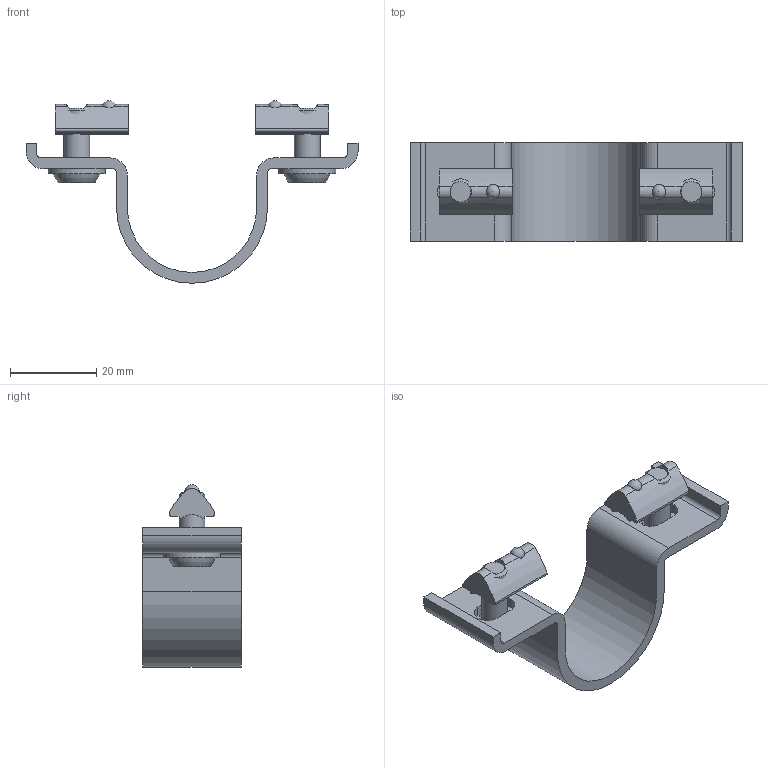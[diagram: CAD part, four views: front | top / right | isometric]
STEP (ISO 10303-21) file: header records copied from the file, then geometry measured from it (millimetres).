
FILE_DESCRIPTION(/* description */ ('KriTec Schelle 6 D30'),/* implementation_level */ '2;1');
FILE_NAME(/* name */ '22573_KriTec_Schelle_6_D30.stp',/* time_stamp */ '2022-08-09T15:20:49+02:00',/* author */ ('jendrek'),/* organization */ (''),/* preprocessor_version */ 'ST-DEVELOPER v17',/* originating_system */ 'Autodesk Inventor 2018',/* authorisation */ '');
FILE_SCHEMA (('AUTOMOTIVE_DESIGN { 1 0 10303 214 3 1 1 }'));
Length unit declared in the file: millimetre
Products named in the file (4): 22573 ; 22573 KriTec Schelle 6 D30; 11740; 10356
Assembly tree (5 placements, depth 2):
  22573 
    22573 KriTec Schelle 6 D30
    11740  x2
    10356  x2
Bounding box: 77 x 22.8 x 42.3 mm (x, y, z)
Volume: 9140 mm3; surface area: 8579.2 mm2
Topology: 5 solids, 5 shells, 112 faces, 318 edges, 216 vertices
Faces by surface type: plane 62, cylinder 42, sphere 4, torus 2, cone 2
Full cylindrical faces by diameter (mm): 4.917 x2, 6 x2, 13.27 x2
Entity records: 2696 total; most frequent: CARTESIAN_POINT 562, DIRECTION 428, ORIENTED_EDGE 412, EDGE_CURVE 206, AXIS2_PLACEMENT_3D 151, VERTEX_POINT 140, LINE 126, VECTOR 126
